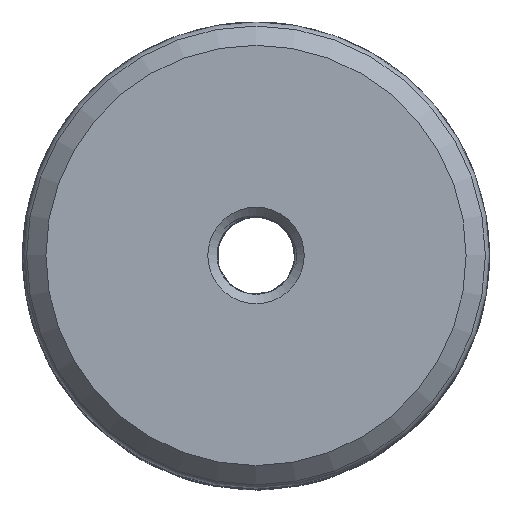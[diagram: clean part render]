
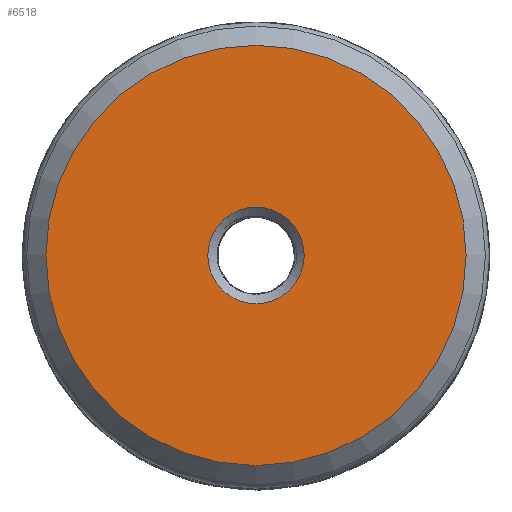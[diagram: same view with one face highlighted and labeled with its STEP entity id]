
A CAD part, top view. The second image highlights one B-rep face of the part: STEP entity #6518.
In plain terms, the highlighted planar face has unit normal (0, 0, 1).
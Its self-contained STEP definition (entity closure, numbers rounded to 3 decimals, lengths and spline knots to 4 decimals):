
#296=FACE_BOUND('',#779,.T.);
#302=PLANE('',#6967);
#352=FACE_OUTER_BOUND('',#778,.T.);
#778=EDGE_LOOP('',(#4331));
#779=EDGE_LOOP('',(#4332));
#1183=CIRCLE('',#6963,2.066);
#1184=CIRCLE('',#6968,9.0002);
#2419=VERTEX_POINT('',#12829);
#2420=VERTEX_POINT('',#12836);
#3139=EDGE_CURVE('',#2419,#2419,#1183,.T.);
#3140=EDGE_CURVE('',#2420,#2420,#1184,.T.);
#4331=ORIENTED_EDGE('',*,*,#3140,.F.);
#4332=ORIENTED_EDGE('',*,*,#3139,.F.);
#6518=ADVANCED_FACE('',(#352,#296),#302,.F.);
#6963=AXIS2_PLACEMENT_3D('',#12831,#7368,#7369);
#6967=AXIS2_PLACEMENT_3D('',#12835,#7376,#7377);
#6968=AXIS2_PLACEMENT_3D('',#12837,#7378,#7379);
#7368=DIRECTION('center_axis',(0.,0.,1.));
#7369=DIRECTION('ref_axis',(1.,0.,0.));
#7376=DIRECTION('center_axis',(0.,0.,-1.));
#7377=DIRECTION('ref_axis',(-1.,0.,0.));
#7378=DIRECTION('center_axis',(0.,0.,-1.));
#7379=DIRECTION('ref_axis',(1.,0.,0.));
#12829=CARTESIAN_POINT('',(-2.066,0.,-228.2));
#12831=CARTESIAN_POINT('Origin',(0.,0.,
-228.2));
#12835=CARTESIAN_POINT('Origin',(0.,0.,
-228.2));
#12836=CARTESIAN_POINT('',(-9.0002,0.,-228.2));
#12837=CARTESIAN_POINT('Origin',(0.,0.,
-228.2));
